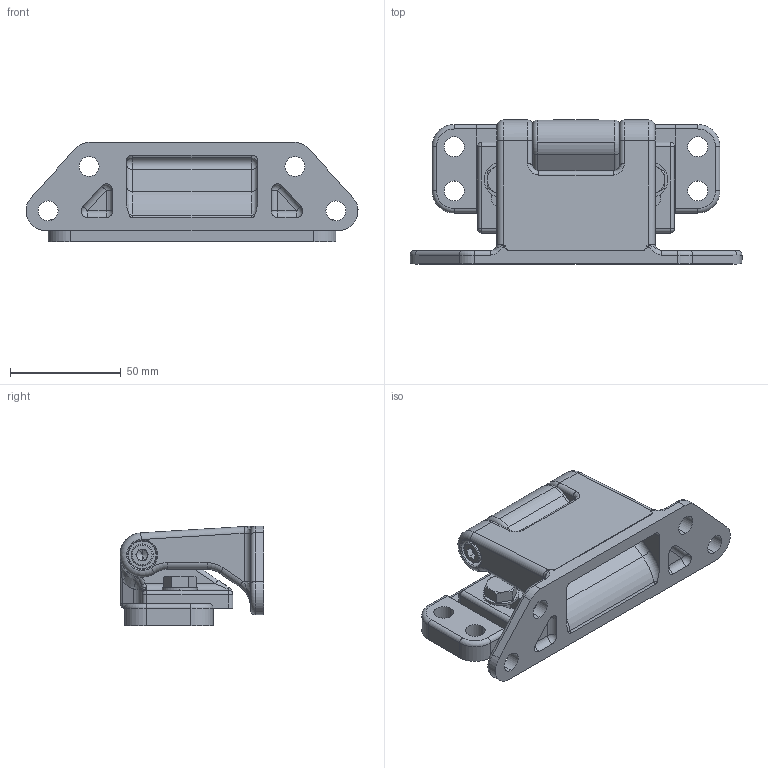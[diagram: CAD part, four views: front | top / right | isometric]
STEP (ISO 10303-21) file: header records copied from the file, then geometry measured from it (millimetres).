
FILE_DESCRIPTION (( 'STEP AP203' ), '1' );
FILE_NAME ('sone3D.STEP', '2013-10-23T07:06:32', ( '' ), ( '' ), 'SwSTEP 2.0', 'SolidWorks 2012', '' );
FILE_SCHEMA (( 'CONFIG_CONTROL_DESIGN' ));
Length unit declared in the file: millimetre
Products named in the file (10): sone3D; 榋妏寠晅偒儃儖僩M6_M6亊10; M8儚僢僔儍乕乮冇16亊t1.2乯; 榋妏儃儖僩乮M8亊16乯_M8亊16; M6儚僢僔儍乕乮冇12.5亊t0.8乯; 榋妏寠晅偒儃儖僩M6_M6亊15; FB-1720-4僔儍僼僩_; FB-1720-4取付座_; FB-1720-4主軸_; FB-1720-4本体_
Assembly tree (13 placements, depth 2):
  sone3D
    FB-1720-4本体_
    FB-1720-4主軸_
    FB-1720-4取付座_
    FB-1720-4僔儍僼僩_
    榋妏寠晅偒儃儖僩M6_M6亊15
    M6儚僢僔儍乕乮冇12.5亊t0.8乯  x2
    榋妏儃儖僩乮M8亊16乯_M8亊16  x2
    M8儚僢僔儍乕乮冇16亊t1.2乯  x2
    榋妏寠晅偒儃儖僩M6_M6亊10  x2
Bounding box: 149.95 x 65 x 45 mm (x, y, z)
Volume: 157963.1 mm3; surface area: 60445.7 mm2
Topology: 13 solids, 15 shells, 555 faces, 1310 edges, 755 vertices
Faces by surface type: cylinder 218, plane 151, torus 62, bspline 45, cone 42, sphere 37
Entity records: 16985 total; most frequent: CARTESIAN_POINT 4558, DIRECTION 2508, ORIENTED_EDGE 2288, EDGE_CURVE 1144, AXIS2_PLACEMENT_3D 1023, VERTEX_POINT 682, CIRCLE 553, EDGE_LOOP 550
